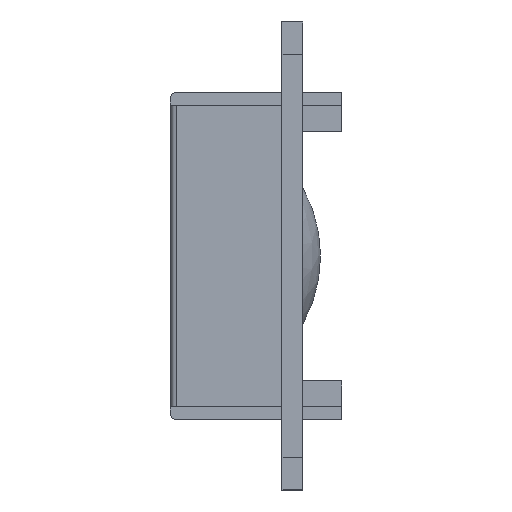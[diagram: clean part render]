
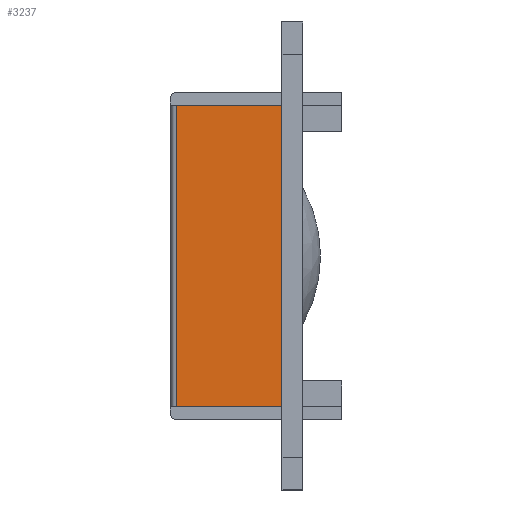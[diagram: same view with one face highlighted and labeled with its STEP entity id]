
A CAD part, left-side view. The second image highlights one B-rep face of the part: STEP entity #3237.
In plain terms, the highlighted planar face has unit normal (-1, 0, 0).
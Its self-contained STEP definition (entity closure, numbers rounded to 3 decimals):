
#228 = EDGE_CURVE ( 'NONE', #2941, #2023, #3191, .T. ) ;
#1001 = VERTEX_POINT ( 'NONE', #3282 ) ;
#1190 = DIRECTION ( 'NONE',  ( 0., 0., -1. ) ) ;
#1226 = FACE_OUTER_BOUND ( 'NONE', #4234, .T. ) ;
#1254 = AXIS2_PLACEMENT_3D ( 'NONE', #6154, #4569, #10402 ) ;
#1271 = DIRECTION ( 'NONE',  ( 0., 0., 1. ) ) ;
#1428 = DIRECTION ( 'NONE',  ( 0., 1., 0. ) ) ;
#1949 = LINE ( 'NONE', #3683, #7046 ) ;
#2023 = VERTEX_POINT ( 'NONE', #6370 ) ;
#2073 = DIRECTION ( 'NONE',  ( 0., 1., 0. ) ) ;
#2109 = ORIENTED_EDGE ( 'NONE', *, *, #6317, .F. ) ;
#2805 = ORIENTED_EDGE ( 'NONE', *, *, #8311, .T. ) ;
#2941 = VERTEX_POINT ( 'NONE', #9099 ) ;
#3101 = CARTESIAN_POINT ( 'NONE',  ( -35.6, 9.7, 11.6 ) ) ;
#3191 = LINE ( 'NONE', #6144, #10608 ) ;
#3237 = ADVANCED_FACE ( 'NONE', ( #1226 ), #10325, .F. ) ;
#3282 = CARTESIAN_POINT ( 'NONE',  ( -35.6, 9.7, -11.6 ) ) ;
#3683 = CARTESIAN_POINT ( 'NONE',  ( -35.6, -3., -11.6 ) ) ;
#4234 = EDGE_LOOP ( 'NONE', ( #2805, #2109, #5226, #8752 ) ) ;
#4569 = DIRECTION ( 'NONE',  ( 1., 0., 0. ) ) ;
#5226 = ORIENTED_EDGE ( 'NONE', *, *, #228, .T. ) ;
#6144 = CARTESIAN_POINT ( 'NONE',  ( -35.6, 1.6, 12.6 ) ) ;
#6154 = CARTESIAN_POINT ( 'NONE',  ( -35.6, 10.2, 12.6 ) ) ;
#6207 = CARTESIAN_POINT ( 'NONE',  ( -35.6, 9.7, -12.6 ) ) ;
#6317 = EDGE_CURVE ( 'NONE', #2941, #1001, #1949, .T. ) ;
#6370 = CARTESIAN_POINT ( 'NONE',  ( -35.6, 1.6, 11.6 ) ) ;
#6585 = VECTOR ( 'NONE', #1428, 1000. ) ;
#6747 = VECTOR ( 'NONE', #1190, 1000. ) ;
#6990 = LINE ( 'NONE', #6207, #6747 ) ;
#7046 = VECTOR ( 'NONE', #2073, 1000. ) ;
#8311 = EDGE_CURVE ( 'NONE', #9607, #1001, #6990, .T. ) ;
#8752 = ORIENTED_EDGE ( 'NONE', *, *, #9022, .T. ) ;
#9022 = EDGE_CURVE ( 'NONE', #2023, #9607, #9831, .T. ) ;
#9099 = CARTESIAN_POINT ( 'NONE',  ( -35.6, 1.6, -11.6 ) ) ;
#9607 = VERTEX_POINT ( 'NONE', #3101 ) ;
#9831 = LINE ( 'NONE', #10581, #6585 ) ;
#10325 = PLANE ( 'NONE',  #1254 ) ;
#10402 = DIRECTION ( 'NONE',  ( 0., 0., -1. ) ) ;
#10581 = CARTESIAN_POINT ( 'NONE',  ( -35.6, -3., 11.6 ) ) ;
#10608 = VECTOR ( 'NONE', #1271, 1000. ) ;
